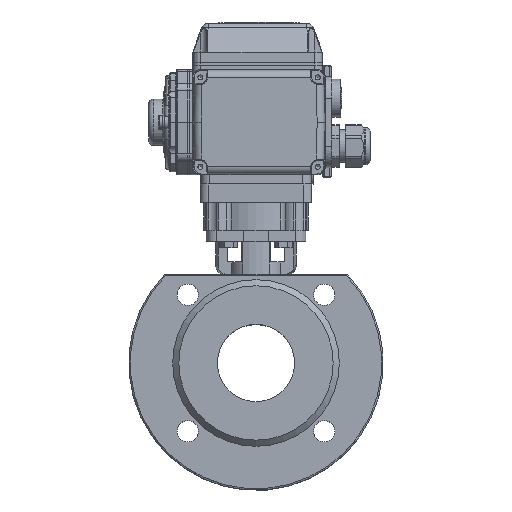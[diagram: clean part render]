
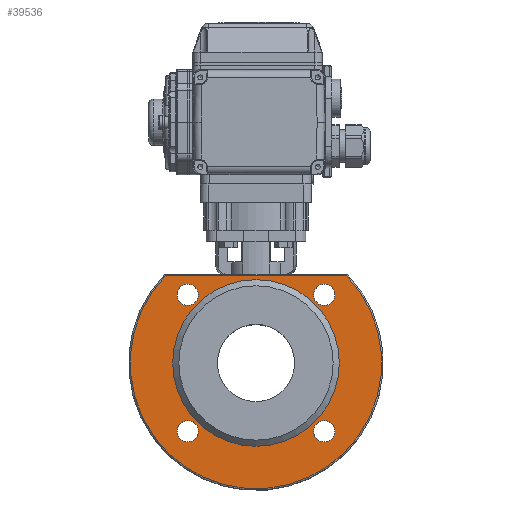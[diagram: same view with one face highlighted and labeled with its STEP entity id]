
A CAD part, top view. The second image highlights one B-rep face of the part: STEP entity #39536.
In plain terms, the highlighted planar face has unit normal (0, 0, 1).
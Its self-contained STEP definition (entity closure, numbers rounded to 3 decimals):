
#2345=CIRCLE('',#42047,54.);
#2347=CIRCLE('',#42051,6.918);
#2348=CIRCLE('',#42052,6.918);
#2349=CIRCLE('',#42053,6.918);
#2350=CIRCLE('',#42054,6.918);
#2351=CIRCLE('',#42055,81.5);
#4511=ORIENTED_EDGE('',*,*,#16201,.F.);
#4512=ORIENTED_EDGE('',*,*,#16202,.F.);
#4513=ORIENTED_EDGE('',*,*,#16203,.F.);
#4514=ORIENTED_EDGE('',*,*,#16204,.F.);
#4515=ORIENTED_EDGE('',*,*,#16185,.F.);
#4516=ORIENTED_EDGE('',*,*,#16205,.T.);
#4517=ORIENTED_EDGE('',*,*,#16198,.T.);
#16185=EDGE_CURVE('',#22030,#22031,#25851,.T.);
#16198=EDGE_CURVE('',#22042,#22042,#2345,.T.);
#16201=EDGE_CURVE('',#22044,#22044,#2347,.T.);
#16202=EDGE_CURVE('',#22045,#22045,#2348,.T.);
#16203=EDGE_CURVE('',#22046,#22046,#2349,.T.);
#16204=EDGE_CURVE('',#22047,#22047,#2350,.T.);
#16205=EDGE_CURVE('',#22030,#22031,#2351,.T.);
#22030=VERTEX_POINT('',#58566);
#22031=VERTEX_POINT('',#58568);
#22042=VERTEX_POINT('',#58699);
#22044=VERTEX_POINT('',#58775);
#22045=VERTEX_POINT('',#58777);
#22046=VERTEX_POINT('',#58779);
#22047=VERTEX_POINT('',#58781);
#25851=LINE('',#58567,#28891);
#28891=VECTOR('',#46499,1000.);
#31935=EDGE_LOOP('',(#4511));
#31936=EDGE_LOOP('',(#4512));
#31937=EDGE_LOOP('',(#4513));
#31938=EDGE_LOOP('',(#4514));
#31939=EDGE_LOOP('',(#4515,#4516));
#31940=EDGE_LOOP('',(#4517));
#34799=FACE_BOUND('',#31935,.T.);
#34800=FACE_BOUND('',#31936,.T.);
#34801=FACE_BOUND('',#31937,.T.);
#34802=FACE_BOUND('',#31938,.T.);
#34803=FACE_BOUND('',#31939,.T.);
#34804=FACE_BOUND('',#31940,.T.);
#37677=PLANE('',#42050);
#39536=ADVANCED_FACE('',(#34799,#34800,#34801,#34802,#34803,#34804),#37677,
 .T.);
#42047=AXIS2_PLACEMENT_3D('',#58698,#46519,#46520);
#42050=AXIS2_PLACEMENT_3D('',#58773,#46525,#46526);
#42051=AXIS2_PLACEMENT_3D('',#58774,#46527,#46528);
#42052=AXIS2_PLACEMENT_3D('',#58776,#46529,#46530);
#42053=AXIS2_PLACEMENT_3D('',#58778,#46531,#46532);
#42054=AXIS2_PLACEMENT_3D('',#58780,#46533,#46534);
#42055=AXIS2_PLACEMENT_3D('',#58782,#46535,#46536);
#46499=DIRECTION('',(1.,0.,0.));
#46519=DIRECTION('',(0.,0.,-1.));
#46520=DIRECTION('',(0.,-1.,0.));
#46525=DIRECTION('',(0.,0.,1.));
#46526=DIRECTION('',(1.,0.,0.));
#46527=DIRECTION('',(0.,0.,1.));
#46528=DIRECTION('',(1.,0.,0.));
#46529=DIRECTION('',(0.,0.,1.));
#46530=DIRECTION('',(1.,0.,0.));
#46531=DIRECTION('',(0.,0.,1.));
#46532=DIRECTION('',(1.,0.,0.));
#46533=DIRECTION('',(0.,0.,1.));
#46534=DIRECTION('',(1.,0.,0.));
#46535=DIRECTION('',(0.,0.,1.));
#46536=DIRECTION('',(1.,0.,0.));
#58566=CARTESIAN_POINT('',(-58.737,56.5,17.));
#58567=CARTESIAN_POINT('',(0.,56.5,17.));
#58568=CARTESIAN_POINT('',(58.737,56.5,17.));
#58698=CARTESIAN_POINT('',(0.,0.,17.));
#58699=CARTESIAN_POINT('',(0.,-54.,17.));
#58773=CARTESIAN_POINT('',(0.,0.,17.));
#58774=CARTESIAN_POINT('',(-44.194,-44.194,17.));
#58775=CARTESIAN_POINT('',(-37.277,-44.194,17.));
#58776=CARTESIAN_POINT('',(44.194,-44.194,17.));
#58777=CARTESIAN_POINT('',(51.112,-44.194,17.));
#58778=CARTESIAN_POINT('',(44.194,44.194,17.));
#58779=CARTESIAN_POINT('',(51.112,44.194,17.));
#58780=CARTESIAN_POINT('',(-44.194,44.194,17.));
#58781=CARTESIAN_POINT('',(-37.277,44.194,17.));
#58782=CARTESIAN_POINT('',(0.,0.,17.));
